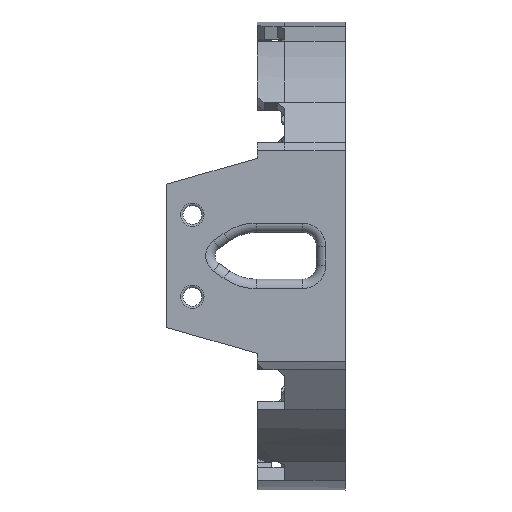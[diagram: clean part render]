
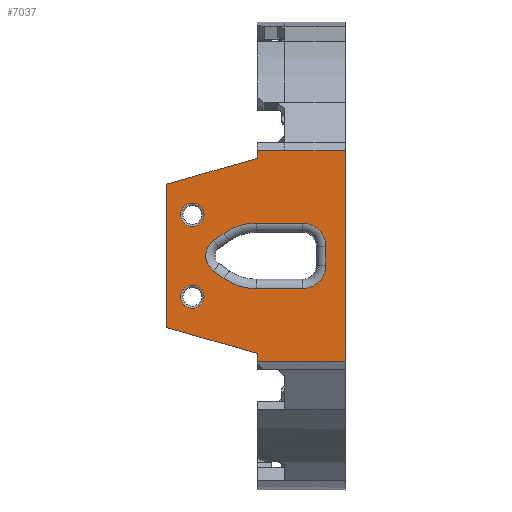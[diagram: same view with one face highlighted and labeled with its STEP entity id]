
A CAD part, left-side view. The second image highlights one B-rep face of the part: STEP entity #7037.
In plain terms, the highlighted planar face has unit normal (-1, 0, 0).
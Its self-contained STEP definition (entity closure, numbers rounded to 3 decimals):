
#95=FACE_BOUND('',#1161,.T.);
#96=FACE_BOUND('',#1162,.T.);
#97=FACE_BOUND('',#1163,.T.);
#348=PLANE('',#7681);
#757=FACE_OUTER_BOUND('',#1160,.T.);
#1160=EDGE_LOOP('',(#6552,#6553,#6554,#6555,#6556,#6557,#6558,#6559,#6560));
#1161=EDGE_LOOP('',(#6561,#6562,#6563,#6564,#6565,#6566,#6567,#6568,#6569,
#6570));
#1162=EDGE_LOOP('',(#6571));
#1163=EDGE_LOOP('',(#6572));
#1272=LINE('',#11188,#2001);
#1372=LINE('',#12384,#2101);
#1376=LINE('',#12390,#2105);
#1752=LINE('',#13327,#2481);
#1757=LINE('',#13336,#2486);
#1763=LINE('',#13355,#2492);
#1765=LINE('',#13358,#2494);
#1792=LINE('',#13421,#2521);
#1824=LINE('',#13503,#2553);
#1825=LINE('',#13514,#2554);
#1827=LINE('',#13526,#2556);
#1829=LINE('',#13538,#2558);
#1831=LINE('',#13550,#2560);
#1856=LINE('',#13631,#2585);
#2001=VECTOR('',#7968,10.);
#2101=VECTOR('',#8184,10.);
#2105=VECTOR('',#8190,10.);
#2481=VECTOR('',#9126,10.);
#2486=VECTOR('',#9133,10.);
#2492=VECTOR('',#9155,10.);
#2494=VECTOR('',#9159,10.);
#2521=VECTOR('',#9250,10.);
#2553=VECTOR('',#9338,10.);
#2554=VECTOR('',#9351,10.);
#2556=VECTOR('',#9365,10.);
#2558=VECTOR('',#9379,10.);
#2560=VECTOR('',#9393,10.);
#2585=VECTOR('',#9490,10.);
#2784=CIRCLE('',#7551,4.);
#2788=CIRCLE('',#7557,12.);
#2792=CIRCLE('',#7563,5.);
#2796=CIRCLE('',#7569,5.);
#2799=CIRCLE('',#7574,12.);
#2806=CIRCLE('',#7592,2.5);
#2811=CIRCLE('',#7599,2.5);
#3026=VERTEX_POINT('',#11185);
#3027=VERTEX_POINT('',#11187);
#3113=VERTEX_POINT('',#12381);
#3114=VERTEX_POINT('',#12383);
#3396=VERTEX_POINT('',#13326);
#3398=VERTEX_POINT('',#13332);
#3399=VERTEX_POINT('',#13334);
#3403=VERTEX_POINT('',#13351);
#3404=VERTEX_POINT('',#13353);
#3428=VERTEX_POINT('',#13497);
#3430=VERTEX_POINT('',#13501);
#3431=VERTEX_POINT('',#13505);
#3433=VERTEX_POINT('',#13511);
#3435=VERTEX_POINT('',#13517);
#3437=VERTEX_POINT('',#13523);
#3439=VERTEX_POINT('',#13529);
#3441=VERTEX_POINT('',#13535);
#3443=VERTEX_POINT('',#13541);
#3445=VERTEX_POINT('',#13547);
#3457=VERTEX_POINT('',#13596);
#3461=VERTEX_POINT('',#13608);
#3701=EDGE_CURVE('',#3027,#3026,#1272,.T.);
#3830=EDGE_CURVE('',#3113,#3114,#1372,.T.);
#3834=EDGE_CURVE('',#3027,#3113,#1376,.T.);
#4305=EDGE_CURVE('',#3396,#3114,#1752,.T.);
#4310=EDGE_CURVE('',#3399,#3398,#1757,.T.);
#4319=EDGE_CURVE('',#3403,#3404,#1763,.T.);
#4321=EDGE_CURVE('',#3404,#3398,#1765,.T.);
#4354=EDGE_CURVE('',#3026,#3403,#1792,.T.);
#4392=EDGE_CURVE('',#3428,#3430,#1824,.T.);
#4394=EDGE_CURVE('',#3430,#3431,#2784,.T.);
#4397=EDGE_CURVE('',#3431,#3433,#1825,.T.);
#4400=EDGE_CURVE('',#3433,#3435,#2788,.T.);
#4403=EDGE_CURVE('',#3435,#3437,#1827,.T.);
#4406=EDGE_CURVE('',#3437,#3439,#2792,.T.);
#4409=EDGE_CURVE('',#3439,#3441,#1829,.T.);
#4412=EDGE_CURVE('',#3441,#3443,#2796,.T.);
#4415=EDGE_CURVE('',#3443,#3445,#1831,.T.);
#4417=EDGE_CURVE('',#3445,#3428,#2799,.T.);
#4439=EDGE_CURVE('',#3457,#3457,#2806,.T.);
#4445=EDGE_CURVE('',#3461,#3461,#2811,.T.);
#4457=EDGE_CURVE('',#3399,#3396,#1856,.T.);
#6552=ORIENTED_EDGE('',*,*,#3701,.T.);
#6553=ORIENTED_EDGE('',*,*,#4354,.T.);
#6554=ORIENTED_EDGE('',*,*,#4319,.T.);
#6555=ORIENTED_EDGE('',*,*,#4321,.T.);
#6556=ORIENTED_EDGE('',*,*,#4310,.F.);
#6557=ORIENTED_EDGE('',*,*,#4457,.T.);
#6558=ORIENTED_EDGE('',*,*,#4305,.T.);
#6559=ORIENTED_EDGE('',*,*,#3830,.F.);
#6560=ORIENTED_EDGE('',*,*,#3834,.F.);
#6561=ORIENTED_EDGE('',*,*,#4392,.T.);
#6562=ORIENTED_EDGE('',*,*,#4394,.T.);
#6563=ORIENTED_EDGE('',*,*,#4397,.T.);
#6564=ORIENTED_EDGE('',*,*,#4400,.T.);
#6565=ORIENTED_EDGE('',*,*,#4403,.T.);
#6566=ORIENTED_EDGE('',*,*,#4406,.T.);
#6567=ORIENTED_EDGE('',*,*,#4409,.T.);
#6568=ORIENTED_EDGE('',*,*,#4412,.T.);
#6569=ORIENTED_EDGE('',*,*,#4415,.T.);
#6570=ORIENTED_EDGE('',*,*,#4417,.T.);
#6571=ORIENTED_EDGE('',*,*,#4445,.T.);
#6572=ORIENTED_EDGE('',*,*,#4439,.T.);
#7037=ADVANCED_FACE('',(#757,#95,#96,#97),#348,.T.);
#7551=AXIS2_PLACEMENT_3D('',#13508,#9343,#9344);
#7557=AXIS2_PLACEMENT_3D('',#13520,#9357,#9358);
#7563=AXIS2_PLACEMENT_3D('',#13532,#9371,#9372);
#7569=AXIS2_PLACEMENT_3D('',#13544,#9385,#9386);
#7574=AXIS2_PLACEMENT_3D('',#13553,#9397,#9398);
#7592=AXIS2_PLACEMENT_3D('',#13597,#9448,#9449);
#7599=AXIS2_PLACEMENT_3D('',#13609,#9463,#9464);
#7681=AXIS2_PLACEMENT_3D('',#13780,#9671,#9672);
#7968=DIRECTION('',(0.,0.,1.));
#8184=DIRECTION('',(0.,0.,1.));
#8190=DIRECTION('',(0.,1.,0.));
#9126=DIRECTION('',(0.,-0.962,-0.275));
#9133=DIRECTION('',(0.,-0.962,0.275));
#9155=DIRECTION('',(0.,1.,0.));
#9159=DIRECTION('',(0.,0.,-1.));
#9250=DIRECTION('',(0.,1.,0.));
#9338=DIRECTION('',(0.,0.819,0.574));
#9343=DIRECTION('center_axis',(1.,0.,0.));
#9344=DIRECTION('ref_axis',(0.,1.,0.));
#9351=DIRECTION('',(0.,-0.819,0.574));
#9357=DIRECTION('center_axis',(1.,0.,0.));
#9358=DIRECTION('ref_axis',(0.,0.301,0.954));
#9365=DIRECTION('',(0.,-1.,0.));
#9371=DIRECTION('center_axis',(1.,0.,0.));
#9372=DIRECTION('ref_axis',(0.,-0.707,0.707));
#9379=DIRECTION('',(0.,0.,-1.));
#9385=DIRECTION('center_axis',(1.,0.,0.));
#9386=DIRECTION('ref_axis',(0.,-0.707,-0.707));
#9393=DIRECTION('',(0.,1.,0.));
#9397=DIRECTION('center_axis',(1.,0.,0.));
#9398=DIRECTION('ref_axis',(0.,0.301,-0.954));
#9448=DIRECTION('center_axis',(1.,0.,0.));
#9449=DIRECTION('ref_axis',(0.,0.,-1.));
#9463=DIRECTION('center_axis',(1.,0.,0.));
#9464=DIRECTION('ref_axis',(0.,0.,-1.));
#9490=DIRECTION('',(0.,0.,-1.));
#9671=DIRECTION('center_axis',(-1.,0.,0.));
#9672=DIRECTION('ref_axis',(0.,0.,1.));
#11185=CARTESIAN_POINT('',(-44.651,0.,22.5));
#11187=CARTESIAN_POINT('',(-44.651,0.,-22.5));
#11188=CARTESIAN_POINT('',(-44.651,0.,-22.5));
#12381=CARTESIAN_POINT('',(-44.651,18.8,-22.5));
#12383=CARTESIAN_POINT('',(-44.651,18.8,-20.843));
#12384=CARTESIAN_POINT('',(-44.651,18.8,-22.5));
#12390=CARTESIAN_POINT('',(-44.651,0.,-22.5));
#13326=CARTESIAN_POINT('',(-44.651,38.2,-15.3));
#13327=CARTESIAN_POINT('',(-44.651,38.2,-15.3));
#13332=CARTESIAN_POINT('',(-44.651,18.8,20.843));
#13334=CARTESIAN_POINT('',(-44.651,38.2,15.3));
#13336=CARTESIAN_POINT('',(-44.651,38.2,15.3));
#13351=CARTESIAN_POINT('',(-44.651,13.,22.5));
#13353=CARTESIAN_POINT('',(-44.651,18.8,22.5));
#13355=CARTESIAN_POINT('',(-44.651,13.,22.5));
#13358=CARTESIAN_POINT('',(-44.651,18.8,22.5));
#13421=CARTESIAN_POINT('',(-44.651,0.,22.5));
#13497=CARTESIAN_POINT('',(-44.651,25.93,-4.83));
#13501=CARTESIAN_POINT('',(-44.651,28.148,-3.277));
#13503=CARTESIAN_POINT('',(-44.651,22.359,-7.33));
#13505=CARTESIAN_POINT('',(-44.651,28.148,3.277));
#13508=CARTESIAN_POINT('Origin',(-44.651,25.854,0.));
#13511=CARTESIAN_POINT('',(-44.651,25.93,4.83));
#13514=CARTESIAN_POINT('',(-44.651,15.358,12.232));
#13517=CARTESIAN_POINT('',(-44.651,19.047,7.));
#13520=CARTESIAN_POINT('Origin',(-44.651,19.047,-5.));
#13523=CARTESIAN_POINT('',(-44.651,9.2,7.));
#13526=CARTESIAN_POINT('',(-44.651,3.1,7.));
#13529=CARTESIAN_POINT('',(-44.651,4.2,2.));
#13532=CARTESIAN_POINT('Origin',(-44.651,9.2,2.));
#13535=CARTESIAN_POINT('',(-44.651,4.2,-2.));
#13538=CARTESIAN_POINT('',(-44.651,4.2,11.25));
#13541=CARTESIAN_POINT('',(-44.651,9.2,-7.));
#13544=CARTESIAN_POINT('Origin',(-44.651,9.2,-2.));
#13547=CARTESIAN_POINT('',(-44.651,19.047,-7.));
#13550=CARTESIAN_POINT('',(-44.651,3.1,-7.));
#13553=CARTESIAN_POINT('Origin',(-44.651,19.047,5.));
#13596=CARTESIAN_POINT('',(-44.651,32.7,-11.25));
#13597=CARTESIAN_POINT('Origin',(-44.651,32.7,-8.75));
#13608=CARTESIAN_POINT('',(-44.651,32.7,6.25));
#13609=CARTESIAN_POINT('Origin',(-44.651,32.7,8.75));
#13631=CARTESIAN_POINT('',(-44.651,38.2,14.3));
#13780=CARTESIAN_POINT('Origin',(-44.651,0.,-22.5));
